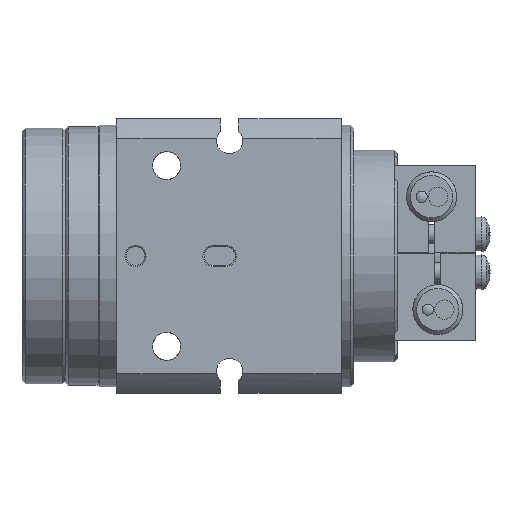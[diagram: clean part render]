
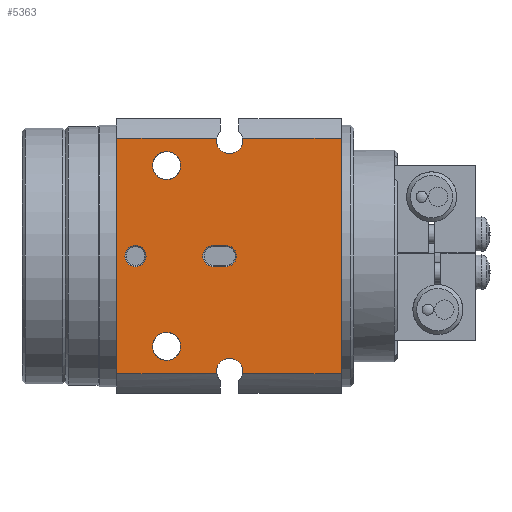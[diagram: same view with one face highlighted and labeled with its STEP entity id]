
A CAD part, left-side view. The second image highlights one B-rep face of the part: STEP entity #5363.
In plain terms, the highlighted planar face has unit normal (-1, 0, 0).
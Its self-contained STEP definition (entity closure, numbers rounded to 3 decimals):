
#290=FACE_BOUND('',#843,.T.);
#291=FACE_BOUND('',#844,.T.);
#292=FACE_BOUND('',#845,.T.);
#293=FACE_BOUND('',#846,.T.);
#372=PLANE('',#5931);
#517=FACE_OUTER_BOUND('',#842,.T.);
#842=EDGE_LOOP('',(#3843,#3844,#3845,#3846,#3847,#3848,#3849,#3850));
#843=EDGE_LOOP('',(#3851,#3852,#3853,#3854));
#844=EDGE_LOOP('',(#3855,#3856));
#845=EDGE_LOOP('',(#3857,#3858));
#846=EDGE_LOOP('',(#3859,#3860));
#1204=LINE('',#8605,#1505);
#1212=LINE('',#8670,#1513);
#1237=LINE('',#8852,#1538);
#1238=LINE('',#8853,#1539);
#1239=LINE('',#8854,#1540);
#1240=LINE('',#8855,#1541);
#1241=LINE('',#8858,#1542);
#1242=LINE('',#8862,#1543);
#1505=VECTOR('',#6691,1000.);
#1513=VECTOR('',#6749,1000.);
#1538=VECTOR('',#6900,1000.);
#1539=VECTOR('',#6901,1000.);
#1540=VECTOR('',#6902,1000.);
#1541=VECTOR('',#6903,1000.);
#1542=VECTOR('',#6904,1000.);
#1543=VECTOR('',#6907,1000.);
#1788=CIRCLE('',#5841,2.1);
#1831=CIRCLE('',#5896,2.1);
#1844=CIRCLE('',#5932,1.7);
#1845=CIRCLE('',#5933,1.7);
#1846=CIRCLE('',#5934,1.7);
#1847=CIRCLE('',#5935,1.7);
#1848=CIRCLE('',#5936,2.25);
#1849=CIRCLE('',#5937,2.25);
#1850=CIRCLE('',#5938,2.25);
#1851=CIRCLE('',#5939,2.25);
#2237=VERTEX_POINT('',#8576);
#2238=VERTEX_POINT('',#8583);
#2241=VERTEX_POINT('',#8601);
#2243=VERTEX_POINT('',#8604);
#2264=VERTEX_POINT('',#8658);
#2269=VERTEX_POINT('',#8668);
#2293=VERTEX_POINT('',#8737);
#2294=VERTEX_POINT('',#8738);
#2317=VERTEX_POINT('',#8856);
#2318=VERTEX_POINT('',#8857);
#2319=VERTEX_POINT('',#8859);
#2320=VERTEX_POINT('',#8861);
#2321=VERTEX_POINT('',#8864);
#2322=VERTEX_POINT('',#8865);
#2323=VERTEX_POINT('',#8868);
#2324=VERTEX_POINT('',#8869);
#2325=VERTEX_POINT('',#8872);
#2326=VERTEX_POINT('',#8873);
#2821=EDGE_CURVE('',#2238,#2237,#1788,.T.);
#2826=EDGE_CURVE('',#2243,#2241,#1204,.T.);
#2857=EDGE_CURVE('',#2269,#2264,#1212,.T.);
#2888=EDGE_CURVE('',#2293,#2294,#1831,.T.);
#2928=EDGE_CURVE('',#2293,#2241,#1237,.T.);
#2929=EDGE_CURVE('',#2264,#2294,#1238,.T.);
#2930=EDGE_CURVE('',#2269,#2238,#1239,.T.);
#2931=EDGE_CURVE('',#2237,#2243,#1240,.T.);
#2932=EDGE_CURVE('',#2317,#2318,#1241,.T.);
#2933=EDGE_CURVE('',#2318,#2319,#1844,.T.);
#2934=EDGE_CURVE('',#2319,#2320,#1242,.T.);
#2935=EDGE_CURVE('',#2320,#2317,#1845,.T.);
#2936=EDGE_CURVE('',#2321,#2322,#1846,.T.);
#2937=EDGE_CURVE('',#2322,#2321,#1847,.T.);
#2938=EDGE_CURVE('',#2323,#2324,#1848,.T.);
#2939=EDGE_CURVE('',#2324,#2323,#1849,.T.);
#2940=EDGE_CURVE('',#2325,#2326,#1850,.T.);
#2941=EDGE_CURVE('',#2326,#2325,#1851,.T.);
#3843=ORIENTED_EDGE('',*,*,#2928,.F.);
#3844=ORIENTED_EDGE('',*,*,#2888,.T.);
#3845=ORIENTED_EDGE('',*,*,#2929,.F.);
#3846=ORIENTED_EDGE('',*,*,#2857,.F.);
#3847=ORIENTED_EDGE('',*,*,#2930,.T.);
#3848=ORIENTED_EDGE('',*,*,#2821,.T.);
#3849=ORIENTED_EDGE('',*,*,#2931,.T.);
#3850=ORIENTED_EDGE('',*,*,#2826,.T.);
#3851=ORIENTED_EDGE('',*,*,#2932,.T.);
#3852=ORIENTED_EDGE('',*,*,#2933,.T.);
#3853=ORIENTED_EDGE('',*,*,#2934,.T.);
#3854=ORIENTED_EDGE('',*,*,#2935,.T.);
#3855=ORIENTED_EDGE('',*,*,#2936,.T.);
#3856=ORIENTED_EDGE('',*,*,#2937,.T.);
#3857=ORIENTED_EDGE('',*,*,#2938,.F.);
#3858=ORIENTED_EDGE('',*,*,#2939,.F.);
#3859=ORIENTED_EDGE('',*,*,#2940,.F.);
#3860=ORIENTED_EDGE('',*,*,#2941,.F.);
#5363=ADVANCED_FACE('',(#517,#290,#291,#292,#293),#372,.F.);
#5841=AXIS2_PLACEMENT_3D('',#8584,#6684,#6685);
#5896=AXIS2_PLACEMENT_3D('',#8739,#6814,#6815);
#5931=AXIS2_PLACEMENT_3D('',#8851,#6898,#6899);
#5932=AXIS2_PLACEMENT_3D('',#8860,#6905,#6906);
#5933=AXIS2_PLACEMENT_3D('',#8863,#6908,#6909);
#5934=AXIS2_PLACEMENT_3D('',#8866,#6910,#6911);
#5935=AXIS2_PLACEMENT_3D('',#8867,#6912,#6913);
#5936=AXIS2_PLACEMENT_3D('',#8870,#6914,#6915);
#5937=AXIS2_PLACEMENT_3D('',#8871,#6916,#6917);
#5938=AXIS2_PLACEMENT_3D('',#8874,#6918,#6919);
#5939=AXIS2_PLACEMENT_3D('',#8875,#6920,#6921);
#6684=DIRECTION('center_axis',(1.,0.,0.));
#6685=DIRECTION('ref_axis',(0.,0.,-1.));
#6691=DIRECTION('',(0.,0.,1.));
#6749=DIRECTION('',(0.,0.,1.));
#6814=DIRECTION('center_axis',(1.,0.,0.));
#6815=DIRECTION('ref_axis',(0.,0.,-1.));
#6898=DIRECTION('center_axis',(1.,0.,0.));
#6899=DIRECTION('ref_axis',(0.,0.,-1.));
#6900=DIRECTION('',(0.,-1.,0.));
#6901=DIRECTION('',(0.,-1.,0.));
#6902=DIRECTION('',(0.,-1.,0.));
#6903=DIRECTION('',(0.,-1.,0.));
#6904=DIRECTION('',(0.,-1.,0.));
#6905=DIRECTION('center_axis',(1.,0.,0.));
#6906=DIRECTION('ref_axis',(0.,0.,-1.));
#6907=DIRECTION('',(0.,1.,0.));
#6908=DIRECTION('center_axis',(1.,0.,0.));
#6909=DIRECTION('ref_axis',(0.,0.,-1.));
#6910=DIRECTION('center_axis',(1.,0.,0.));
#6911=DIRECTION('ref_axis',(0.,0.,-1.));
#6912=DIRECTION('center_axis',(1.,0.,0.));
#6913=DIRECTION('ref_axis',(0.,0.,-1.));
#6914=DIRECTION('center_axis',(-1.,0.,0.));
#6915=DIRECTION('ref_axis',(0.,0.,1.));
#6916=DIRECTION('center_axis',(-1.,0.,0.));
#6917=DIRECTION('ref_axis',(0.,0.,1.));
#6918=DIRECTION('center_axis',(-1.,0.,0.));
#6919=DIRECTION('ref_axis',(0.,0.,1.));
#6920=DIRECTION('center_axis',(-1.,0.,0.));
#6921=DIRECTION('ref_axis',(0.,0.,1.));
#8576=CARTESIAN_POINT('',(-22.,15.837,-18.894));
#8583=CARTESIAN_POINT('',(-22.,19.963,-18.894));
#8584=CARTESIAN_POINT('Origin',(-22.,17.9,-18.5));
#8601=CARTESIAN_POINT('',(-22.,0.,18.894));
#8604=CARTESIAN_POINT('',(-22.,0.,-18.894));
#8605=CARTESIAN_POINT('',(-22.,0.,18.894));
#8658=CARTESIAN_POINT('',(-22.,36.,18.894));
#8668=CARTESIAN_POINT('',(-22.,36.,-18.894));
#8670=CARTESIAN_POINT('',(-22.,36.,18.894));
#8737=CARTESIAN_POINT('',(-22.,15.837,18.894));
#8738=CARTESIAN_POINT('',(-22.,19.963,18.894));
#8739=CARTESIAN_POINT('Origin',(-22.,17.9,18.5));
#8851=CARTESIAN_POINT('Origin',(-22.,36.,18.894));
#8852=CARTESIAN_POINT('',(-22.,36.,18.894));
#8853=CARTESIAN_POINT('',(-22.,36.,18.894));
#8854=CARTESIAN_POINT('',(-22.,36.,-18.894));
#8855=CARTESIAN_POINT('',(-22.,36.,-18.894));
#8856=CARTESIAN_POINT('',(-22.,20.5,1.7));
#8857=CARTESIAN_POINT('',(-22.,18.5,1.7));
#8858=CARTESIAN_POINT('',(-22.,36.,1.7));
#8859=CARTESIAN_POINT('',(-22.,18.5,-1.7));
#8860=CARTESIAN_POINT('Origin',(-22.,18.5,0.));
#8861=CARTESIAN_POINT('',(-22.,20.5,-1.7));
#8862=CARTESIAN_POINT('',(-22.,36.,-1.7));
#8863=CARTESIAN_POINT('Origin',(-22.,20.5,0.));
#8864=CARTESIAN_POINT('',(-22.,33.,1.7));
#8865=CARTESIAN_POINT('',(-22.,33.,-1.7));
#8866=CARTESIAN_POINT('Origin',(-22.,33.,0.));
#8867=CARTESIAN_POINT('Origin',(-22.,33.,0.));
#8868=CARTESIAN_POINT('',(-22.,28.,16.75));
#8869=CARTESIAN_POINT('',(-22.,28.,12.25));
#8870=CARTESIAN_POINT('Origin',(-22.,28.,14.5));
#8871=CARTESIAN_POINT('Origin',(-22.,28.,14.5));
#8872=CARTESIAN_POINT('',(-22.,28.,-12.25));
#8873=CARTESIAN_POINT('',(-22.,28.,-16.75));
#8874=CARTESIAN_POINT('Origin',(-22.,28.,-14.5));
#8875=CARTESIAN_POINT('Origin',(-22.,28.,-14.5));
